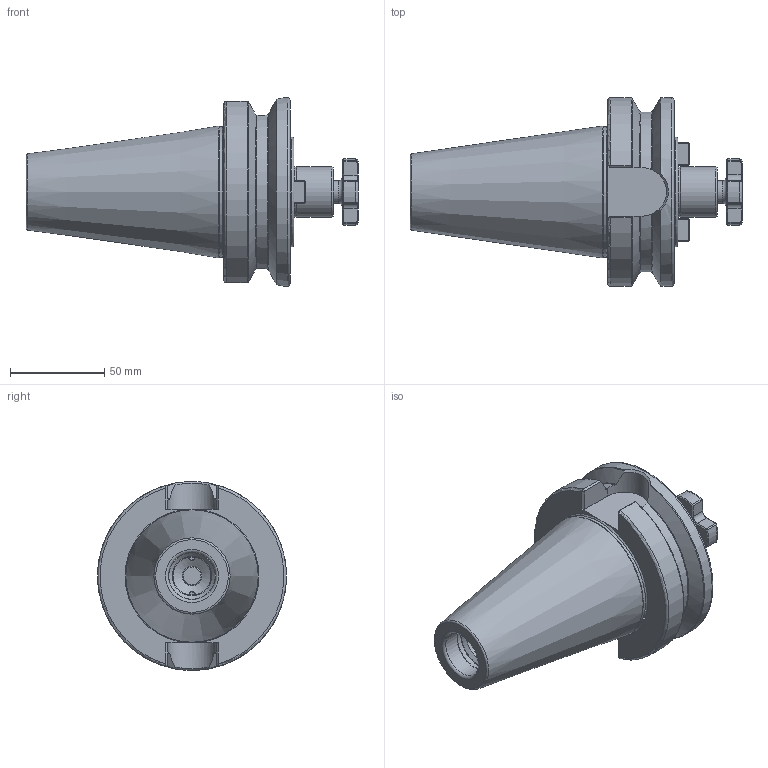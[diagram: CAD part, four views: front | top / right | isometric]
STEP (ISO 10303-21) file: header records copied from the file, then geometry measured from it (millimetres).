
FILE_DESCRIPTION(/* description */ (''),/* implementation_level */ '2;1');
FILE_NAME(/* name */ 'BT50-FMB27-40(AD).stp',/* time_stamp */ '2023-04-26T09:54:15+08:00',/* author */ ('Administrator'),/* organization */ (''),/* preprocessor_version */ 'ST-DEVELOPER v18.1',/* originating_system */ 'Autodesk Inventor 2022',/* authorisation */ '');
FILE_SCHEMA (('AUTOMOTIVE_DESIGN { 1 0 10303 214 3 1 1 }'));
Length unit declared in the file: millimetre
Products named in the file (5): BT50-FMB27-40(AD); BT50-FMB27-40(AD)_1; FMB27刀柄用方健   12x12x12; ISO 4762 - M5 x 12; 十字花紧固螺钉S35-M12-L22
Assembly tree (6 placements, depth 2):
  BT50-FMB27-40(AD)
    BT50-FMB27-40(AD)_1
    FMB27刀柄用方健   12x12x12  x2
    ISO 4762 - M5 x 12  x2
    十字花紧固螺钉S35-M12-L22
Bounding box: 175.8 x 100 x 100 mm (x, y, z)
Volume: 470748.6 mm3; surface area: 63699.3 mm2
Topology: 6 solids, 6 shells, 290 faces, 683 edges, 411 vertices
Faces by surface type: plane 148, cylinder 46, cone 43, torus 27, bspline 26
Full cylindrical faces by diameter (mm): 3.5 x2, 4.2 x2, 5 x2, 5.5 x2, 8.5 x2, 9.5 x2, 10.3 x1, 12 x1, 13 x1, 20 x1, 21 x1, 25 x1, 25.6 x1, 26.6 x1, 27 x1, 58 x1, 69.25 x1, 100 x1
Entity records: 8504 total; most frequent: CARTESIAN_POINT 2848, ORIENTED_EDGE 1166, DIRECTION 1095, EDGE_CURVE 583, AXIS2_PLACEMENT_3D 400, VERTEX_POINT 356, LINE 295, VECTOR 295
